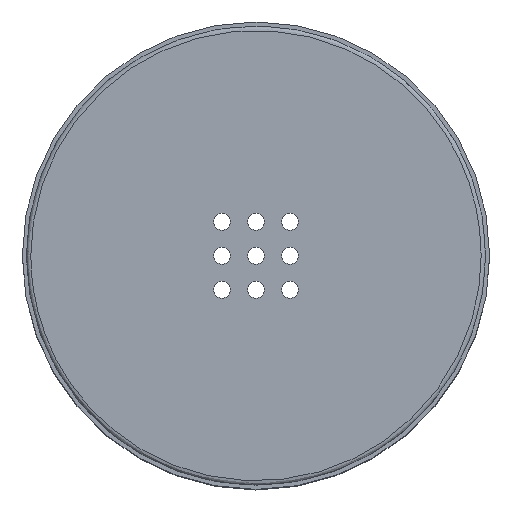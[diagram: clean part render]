
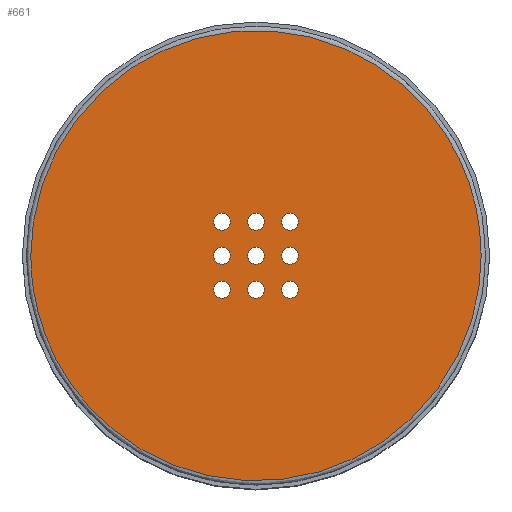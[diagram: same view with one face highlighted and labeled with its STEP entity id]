
A CAD part, top view. The second image highlights one B-rep face of the part: STEP entity #661.
In plain terms, the highlighted planar face has unit normal (0, 0, 1).
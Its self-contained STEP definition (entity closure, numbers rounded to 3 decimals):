
#5 = VERTEX_POINT ( 'NONE', #282 ) ;
#7 = EDGE_LOOP ( 'NONE', ( #884 ) ) ;
#15 = AXIS2_PLACEMENT_3D ( 'NONE', #467, #1030, #957 ) ;
#33 = CARTESIAN_POINT ( 'NONE',  ( -1., -4., 18. ) ) ;
#34 = CIRCLE ( 'NONE', #470, 1. ) ;
#35 = DIRECTION ( 'NONE',  ( -1., 0., 0. ) ) ;
#63 = CARTESIAN_POINT ( 'NONE',  ( 4., 0., 18. ) ) ;
#69 = CARTESIAN_POINT ( 'NONE',  ( 26.5, -53., 18. ) ) ;
#85 = DIRECTION ( 'NONE',  ( -1., 0., 0. ) ) ;
#87 = EDGE_CURVE ( 'NONE', #883, #883, #704, .T. ) ;
#111 = CARTESIAN_POINT ( 'NONE',  ( -1., 0., 18. ) ) ;
#127 = FACE_BOUND ( 'NONE', #982, .T. ) ;
#160 = DIRECTION ( 'NONE',  ( -1., 0., 0. ) ) ;
#172 = EDGE_CURVE ( 'NONE', #311, #311, #877, .T. ) ;
#210 = VERTEX_POINT ( 'NONE', #33 ) ;
#228 = FACE_BOUND ( 'NONE', #457, .T. ) ;
#255 = CIRCLE ( 'NONE', #495, 1. ) ;
#282 = CARTESIAN_POINT ( 'NONE',  ( -5., 4., 18. ) ) ;
#284 = CIRCLE ( 'NONE', #15, 1. ) ;
#285 = ORIENTED_EDGE ( 'NONE', *, *, #876, .T. ) ;
#303 = CARTESIAN_POINT ( 'NONE',  ( -26.5, 0., 18. ) ) ;
#309 = FACE_BOUND ( 'NONE', #7, .T. ) ;
#310 = ORIENTED_EDGE ( 'NONE', *, *, #368, .T. ) ;
#311 = VERTEX_POINT ( 'NONE', #507 ) ;
#315 = CARTESIAN_POINT ( 'NONE',  ( -4., 4., 18. ) ) ;
#320 = FACE_BOUND ( 'NONE', #748, .T. ) ;
#326 = ORIENTED_EDGE ( 'NONE', *, *, #430, .T. ) ;
#333 = DIRECTION ( 'NONE',  ( 0., 0., -1. ) ) ;
#347 = CARTESIAN_POINT ( 'NONE',  ( -5., -4., 18. ) ) ;
#348 = ORIENTED_EDGE ( 'NONE', *, *, #695, .T. ) ;
#368 = EDGE_CURVE ( 'NONE', #689, #689, #34, .T. ) ;
#378 = CARTESIAN_POINT ( 'NONE',  ( 26.5, 0., 18. ) ) ;
#379 = DIRECTION ( 'NONE',  ( 0., 0., 1. ) ) ;
#389 = AXIS2_PLACEMENT_3D ( 'NONE', #871, #379, #601 ) ;
#407 = CARTESIAN_POINT ( 'NONE',  ( 0., 0., 18. ) ) ;
#412 = ORIENTED_EDGE ( 'NONE', *, *, #87, .T. ) ;
#430 = EDGE_CURVE ( 'NONE', #462, #462, #582, .T. ) ;
#433 =( BOUNDED_CURVE ( )  B_SPLINE_CURVE ( 3, ( #378, #69, #451, #303, #1021, #783, #619 ),
 .UNSPECIFIED., .T., .T. ) 
 B_SPLINE_CURVE_WITH_KNOTS ( ( 4, 3, 4 ),
 ( 0., 0.5, 1. ),
 .UNSPECIFIED. ) 
 CURVE ( )  GEOMETRIC_REPRESENTATION_ITEM ( )  RATIONAL_B_SPLINE_CURVE ( ( 1., 0.333, 0.333, 1., 0.333, 0.333, 1. ) ) 
 REPRESENTATION_ITEM ( '' )  );
#451 = CARTESIAN_POINT ( 'NONE',  ( -26.5, -53., 18. ) ) ;
#457 = EDGE_LOOP ( 'NONE', ( #310 ) ) ;
#462 = VERTEX_POINT ( 'NONE', #517 ) ;
#465 = DIRECTION ( 'NONE',  ( 0., 0., -1. ) ) ;
#466 = EDGE_CURVE ( 'NONE', #855, #855, #963, .T. ) ;
#467 = CARTESIAN_POINT ( 'NONE',  ( 0., -4., 18. ) ) ;
#470 = AXIS2_PLACEMENT_3D ( 'NONE', #777, #946, #609 ) ;
#478 = EDGE_CURVE ( 'NONE', #746, #746, #433, .T. ) ;
#480 = DIRECTION ( 'NONE',  ( -1., 0., 0. ) ) ;
#487 = EDGE_LOOP ( 'NONE', ( #348 ) ) ;
#495 = AXIS2_PLACEMENT_3D ( 'NONE', #315, #465, #160 ) ;
#499 = FACE_BOUND ( 'NONE', #728, .T. ) ;
#507 = CARTESIAN_POINT ( 'NONE',  ( -1., 4., 18. ) ) ;
#517 = CARTESIAN_POINT ( 'NONE',  ( 3., 0., 18. ) ) ;
#520 = ORIENTED_EDGE ( 'NONE', *, *, #478, .F. ) ;
#521 = CIRCLE ( 'NONE', #631, 1. ) ;
#524 = AXIS2_PLACEMENT_3D ( 'NONE', #800, #333, #85 ) ;
#535 = EDGE_LOOP ( 'NONE', ( #285 ) ) ;
#541 = DIRECTION ( 'NONE',  ( 0., 0., -1. ) ) ;
#557 = FACE_OUTER_BOUND ( 'NONE', #705, .T. ) ;
#568 = AXIS2_PLACEMENT_3D ( 'NONE', #928, #826, #35 ) ;
#574 = DIRECTION ( 'NONE',  ( 0., 0., -1. ) ) ;
#582 = CIRCLE ( 'NONE', #731, 1. ) ;
#601 = DIRECTION ( 'NONE',  ( 1., 0., 0. ) ) ;
#605 = DIRECTION ( 'NONE',  ( -1., 0., 0. ) ) ;
#609 = DIRECTION ( 'NONE',  ( -1., 0., 0. ) ) ;
#619 = CARTESIAN_POINT ( 'NONE',  ( 26.5, 0., 18. ) ) ;
#631 = AXIS2_PLACEMENT_3D ( 'NONE', #407, #646, #886 ) ;
#644 = CIRCLE ( 'NONE', #524, 1. ) ;
#646 = DIRECTION ( 'NONE',  ( 0., 0., -1. ) ) ;
#661 = ADVANCED_FACE ( 'NONE', ( #557, #745, #320, #499, #917, #127, #734, #713, #309, #228 ), #780, .T. ) ;
#670 = CARTESIAN_POINT ( 'NONE',  ( 3., 4., 18. ) ) ;
#673 = EDGE_CURVE ( 'NONE', #210, #210, #284, .T. ) ;
#683 = CARTESIAN_POINT ( 'NONE',  ( 26.5, 0., 18. ) ) ;
#689 = VERTEX_POINT ( 'NONE', #848 ) ;
#695 = EDGE_CURVE ( 'NONE', #5, #5, #255, .T. ) ;
#703 = ORIENTED_EDGE ( 'NONE', *, *, #172, .T. ) ;
#704 = CIRCLE ( 'NONE', #965, 1. ) ;
#705 = EDGE_LOOP ( 'NONE', ( #520 ) ) ;
#713 = FACE_BOUND ( 'NONE', #943, .T. ) ;
#728 = EDGE_LOOP ( 'NONE', ( #326 ) ) ;
#731 = AXIS2_PLACEMENT_3D ( 'NONE', #63, #1018, #605 ) ;
#734 = FACE_BOUND ( 'NONE', #870, .T. ) ;
#738 = ORIENTED_EDGE ( 'NONE', *, *, #466, .T. ) ;
#745 = FACE_BOUND ( 'NONE', #535, .T. ) ;
#746 = VERTEX_POINT ( 'NONE', #683 ) ;
#748 = EDGE_LOOP ( 'NONE', ( #412 ) ) ;
#771 = AXIS2_PLACEMENT_3D ( 'NONE', #873, #541, #1025 ) ;
#777 = CARTESIAN_POINT ( 'NONE',  ( 4., -4., 18. ) ) ;
#780 = PLANE ( 'NONE',  #389 ) ;
#783 = CARTESIAN_POINT ( 'NONE',  ( 26.5, 53., 18. ) ) ;
#797 = ORIENTED_EDGE ( 'NONE', *, *, #836, .T. ) ;
#800 = CARTESIAN_POINT ( 'NONE',  ( 4., 4., 18. ) ) ;
#820 = VERTEX_POINT ( 'NONE', #111 ) ;
#826 = DIRECTION ( 'NONE',  ( 0., 0., -1. ) ) ;
#836 = EDGE_CURVE ( 'NONE', #864, #864, #644, .T. ) ;
#848 = CARTESIAN_POINT ( 'NONE',  ( 3., -4., 18. ) ) ;
#855 = VERTEX_POINT ( 'NONE', #347 ) ;
#864 = VERTEX_POINT ( 'NONE', #670 ) ;
#870 = EDGE_LOOP ( 'NONE', ( #797 ) ) ;
#871 = CARTESIAN_POINT ( 'NONE',  ( -27., 0., 18. ) ) ;
#873 = CARTESIAN_POINT ( 'NONE',  ( -4., -4., 18. ) ) ;
#876 = EDGE_CURVE ( 'NONE', #820, #820, #521, .T. ) ;
#877 = CIRCLE ( 'NONE', #568, 1. ) ;
#883 = VERTEX_POINT ( 'NONE', #1002 ) ;
#884 = ORIENTED_EDGE ( 'NONE', *, *, #673, .T. ) ;
#886 = DIRECTION ( 'NONE',  ( -1., 0., 0. ) ) ;
#908 = CARTESIAN_POINT ( 'NONE',  ( -4., 0., 18. ) ) ;
#917 = FACE_BOUND ( 'NONE', #487, .T. ) ;
#928 = CARTESIAN_POINT ( 'NONE',  ( 0., 4., 18. ) ) ;
#943 = EDGE_LOOP ( 'NONE', ( #738 ) ) ;
#946 = DIRECTION ( 'NONE',  ( 0., 0., -1. ) ) ;
#957 = DIRECTION ( 'NONE',  ( -1., 0., 0. ) ) ;
#963 = CIRCLE ( 'NONE', #771, 1. ) ;
#965 = AXIS2_PLACEMENT_3D ( 'NONE', #908, #574, #480 ) ;
#982 = EDGE_LOOP ( 'NONE', ( #703 ) ) ;
#1002 = CARTESIAN_POINT ( 'NONE',  ( -5., 0., 18. ) ) ;
#1018 = DIRECTION ( 'NONE',  ( 0., 0., -1. ) ) ;
#1021 = CARTESIAN_POINT ( 'NONE',  ( -26.5, 53., 18. ) ) ;
#1025 = DIRECTION ( 'NONE',  ( -1., 0., 0. ) ) ;
#1030 = DIRECTION ( 'NONE',  ( 0., 0., -1. ) ) ;
